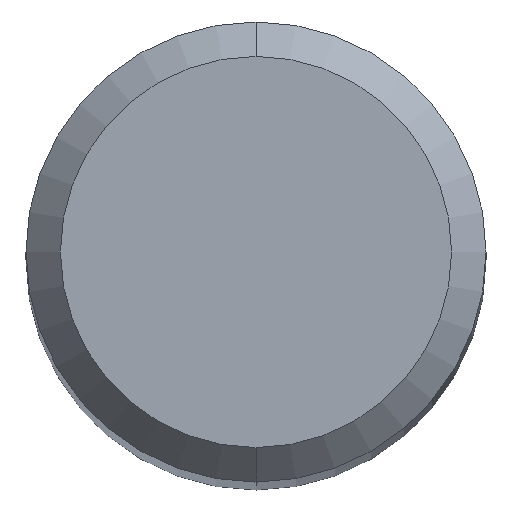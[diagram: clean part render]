
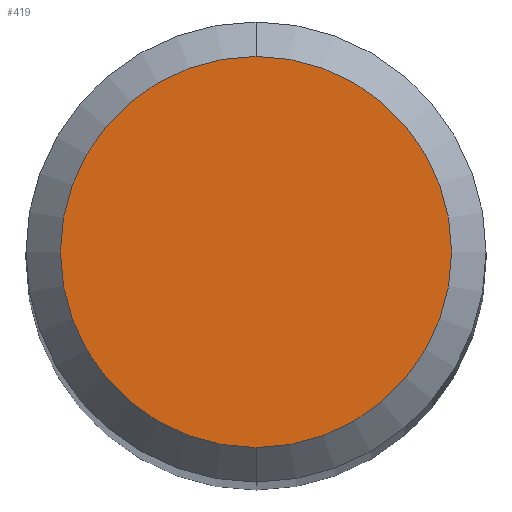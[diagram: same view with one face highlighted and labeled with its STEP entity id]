
A CAD part, top view. The second image highlights one B-rep face of the part: STEP entity #419.
In plain terms, the highlighted planar face has unit normal (0, 0, 1).
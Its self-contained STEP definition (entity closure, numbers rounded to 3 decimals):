
#235=EDGE_CURVE('',#471,#301,#558,.T.);
#239=EDGE_CURVE('',#301,#471,#563,.T.);
#301=VERTEX_POINT('',#628);
#419=ADVANCED_FACE('',(#759),#760,.T.);
#471=VERTEX_POINT('',#817);
#558=CIRCLE('',#1013,1.7);
#563=CIRCLE('',#1019,1.7);
#628=CARTESIAN_POINT('',(0.0,1.7,0.0));
#759=FACE_OUTER_BOUND('',#1351,.T.);
#760=PLANE('',#1352);
#817=CARTESIAN_POINT('',(0.,-1.7,0.0));
#1013=AXIS2_PLACEMENT_3D('',#1558,#1559,#1560);
#1019=AXIS2_PLACEMENT_3D('',#1570,#1571,#1572);
#1351=EDGE_LOOP('',(#1795,#1796));
#1352=AXIS2_PLACEMENT_3D('',#1797,#1798,#1799);
#1558=CARTESIAN_POINT('',(0.0,0.0,0.0));
#1559=DIRECTION('',(0.0,0.0,-1.0));
#1560=DIRECTION('',(0.0,1.0,0.0));
#1570=CARTESIAN_POINT('',(0.0,0.0,0.0));
#1571=DIRECTION('',(0.0,0.0,-1.0));
#1572=DIRECTION('',(0.0,1.0,0.0));
#1795=ORIENTED_EDGE('',*,*,#239,.F.);
#1796=ORIENTED_EDGE('',*,*,#235,.F.);
#1797=CARTESIAN_POINT('',(0.0,0.85,0.0));
#1798=DIRECTION('',(-0.0,0.0,1.0));
#1799=DIRECTION('',(0.0,-1.0,0.0));
